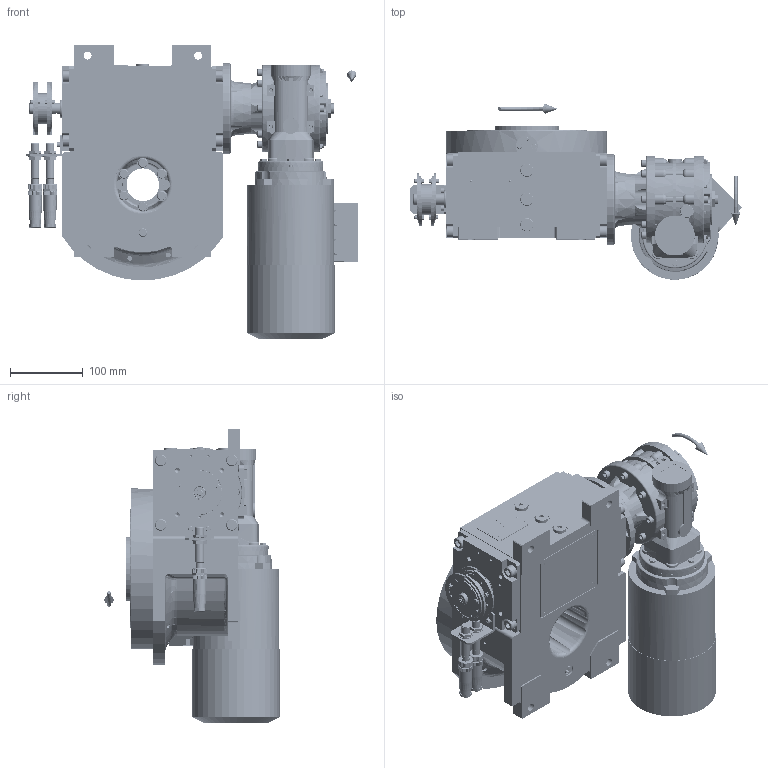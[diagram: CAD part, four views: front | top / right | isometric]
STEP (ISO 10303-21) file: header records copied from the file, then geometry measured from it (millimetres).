
FILE_DESCRIPTION (( 'STEP AP203' ), '1' );
FILE_NAME ('PC5200968.step', '2026-04-02T11:37:23', ( '' ), ( '' ), 'SwSTEP 2.0', 'SolidWorks 2020', '' );
FILE_SCHEMA (( 'CONFIG_CONTROL_DESIGN' ));
Length unit declared in the file: millimetre
Products named in the file (91): PC5200968; AS_cfn2476_01_002_60x46; cfn2000_01_103; cfn2000_01_126; cfn2115_01_005; rig06_017; cfn2151_01_090; cfn2151_01_290; cfn2115_02_165; rig06_005_n_01; AS_rig06_017; cfn2276_01_074; AS_rig06_016; rig06_001_a; cfn2000_01_124; CFN2203_02_001^rig06_071_06_m_asm(2)_rig06_071_06_m_asm.stp; cfn2070_05_005; cfn2003_01_054; CFN2223_01-570X6-B^rig06_071_06_m_asm(2)_rig06_071_06_m_asm.stp; olio_agip_blasia_150; rig06_004_s_001; rig06_007_master; cfn2400_04_024; cfn2155_01_056; cfn2158_01_010; CFN2356_03_047^rig06_071_06_m_asm(2)_rig06_071_06_m_asm.stp; 900_00_00_005; cfn2055_01_002; cfn2000_01_161; AS_rig06_071_6_m; RIG06_005_ASM^rig06_071_06_m_asm(2)_rig06_071_06_m_asm.stp; rig06_016; CFN2010_02_002^rig06_071_06_m_asm(2)_rig06_071_06_m_asm.stp; cfn2158_01_011; CFN2104_02_017^RIG06_005_ASM_rig06_071_06_m_asm(2)_rig06_071_06_m_asm.stp; AS_cfn2400_04_024; freccia_angolare_albero; cfn2128_04_004; AS_900_38_30_003; RIG06_021_AF0^RIG06_005_ASM_rig06_071_06_m_asm(2)_rig06_071_06_m_asm.stp ...
Assembly tree (87 placements, depth 5):
  PC5200968
    rig06_001_a
    AS_cfn2476_01_002_60x46
      cfn2476_01_002_60x46
      cfn2107_01_001
      cfn2107_01_001
    AS_rig06_071_6_m
      rig06_071_06_m_asm.stp
        RIG06_005_ASM^rig06_071_06_m_asm(2)_rig06_071_06_m_asm.stp
          RIG06_021_AF0^RIG06_005_ASM_rig06_071_06_m_asm(2)_rig06_071_06_m_asm.stp
          CFN2000_01_185^RIG06_005_ASM_rig06_071_06_m_asm(2)_rig06_071_06_m_asm.stp
          CFN2000_01_185^RIG06_005_ASM_rig06_071_06_m_asm(2)_rig06_071_06_m_asm.stp
          CFN2104_02_017^RIG06_005_ASM_rig06_071_06_m_asm(2)_rig06_071_06_m_asm.stp
        CFN2010_02_002^rig06_071_06_m_asm(2)_rig06_071_06_m_asm.stp
      cfn2000_01_124  x6
      cfn2000_01_124
      cfn2104_01_016  x2
      rig06_003_6
      rig06_005_n_01
      cfn2000_01_124
      cfn2000_01_124
      cfn2000_01_124
      cfn2155_01_303
    AS_rig06_017
      rig06_017
      cfn2158_01_011
      cfn2000_01_126
      cfn2000_01_126
      cfn2000_01_126
      cfn2000_01_126
      cfn2000_01_126
      cfn2000_01_126
    AS_rig06_004_s_001
      rig06_004_s_001
      cfn2070_05_005
      cfn2000_01_103
      cfn2000_01_103
      cfn2000_01_103
      cfn2000_01_103
      cfn2155_01_056
    AS_rig06_004
      rig06_004
      cfn2070_05_005
      cfn2000_01_103
      cfn2000_01_103
      cfn2000_01_103
      cfn2000_01_103
      cfn2155_01_056
    AS_rig06_002_bl_001
      rig06_002_bl_001
      cfn2115_01_005
    cfn2128_04_004
    cfn2128_04_004
    cfn2128_04_004
    cfn2128_19_002
    AS_rig06_016
      rig06_016
      cfn2003_01_054
      cfn2003_01_054
      cfn2003_01_054
Bounding box: 457.63 x 241.99 x 405.99 mm (x, y, z)
Volume: 6120458.9 mm3; surface area: 1137905.7 mm2
Topology: 75 solids, 75 shells, 6106 faces, 15597 edges, 9900 vertices
Faces by surface type: plane 2749, cylinder 2109, cone 1031, torus 191, bspline 20, sphere 6
Entity records: 173886 total; most frequent: CARTESIAN_POINT 45463, DIRECTION 24932, ORIENTED_EDGE 24786, EDGE_CURVE 12393, AXIS2_PLACEMENT_3D 9176, VERTEX_POINT 7954, VECTOR 6580, LINE 6580
